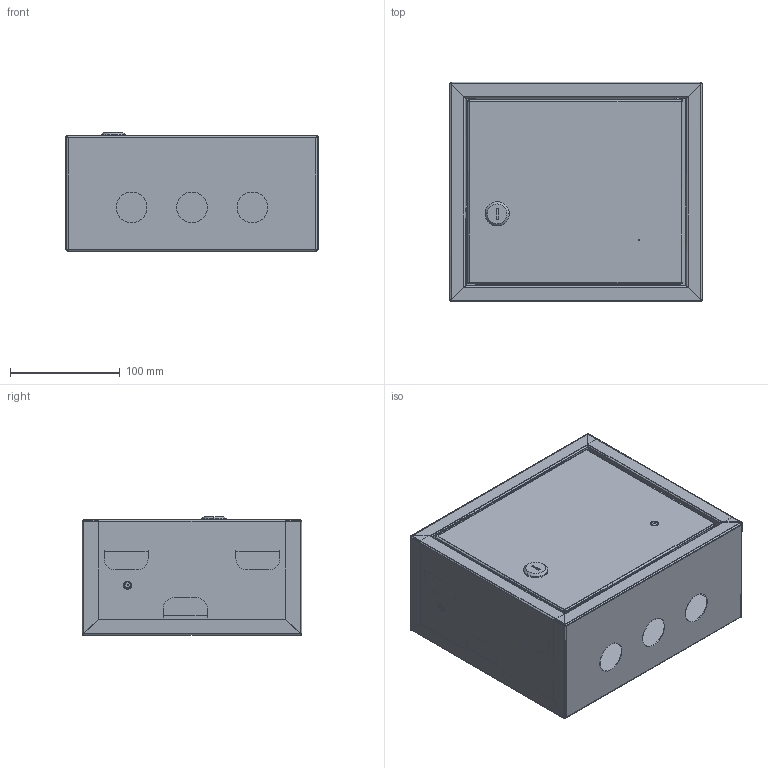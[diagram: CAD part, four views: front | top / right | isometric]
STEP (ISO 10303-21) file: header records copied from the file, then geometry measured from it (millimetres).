
FILE_DESCRIPTION (( 'STEP AP214' ), '1' );
FILE_NAME ('Step ÙÐÍ-7 IP31 RAL3020 (200õ230õ105) EKF Basic.STEP', '2024-09-26T16:34:12', ( '' ), ( '' ), 'SwSTEP 2.0', 'SolidWorks 2021', '' );
FILE_SCHEMA (( 'AUTOMOTIVE_DESIGN' ));
Length unit declared in the file: millimetre
Products named in the file (17): ÌÈ-3059.01.00.001 Ñòåíêà çàäíÿÿ_00; ﾌﾈ-3059.02.00.001 ﾄ粢; Step ÙÐÍ-7 IP31 RAL3020 (200õ230õ105) EKF Basic; ÌÈ-3059.01.01.000 Ñòåíêà ïðàâàÿ ÑÁ_00; Çàìîê ïî÷òîâûé; Çàêëåïêà ãàå÷íàÿ Ì4; DIN-ðåéêà ÒÍ35-7,5_L=200; ÌÈ-3059.01.02.000 Ñòåíêà ëåâàÿ ÑÁ_00; ÌÈ-3059.01.01.001 Ñòåíêà áîêîâàÿ_00; ﾌﾈ-3059.02.00.000 ﾄ粢 ﾑﾁ; pan head cross recess screw_din_ISO 7045 - M4 x 16 - Z --- 16N; 昈-3059.01.00.000 扻豵鵨 捘_00; 昈-3059.03.00.000 眈翴錪 捘; cross ph tapping 968_din_Screw DIN 968-ST4.2x13-C-H-N; 昈-3059.03.00.001 眈翴錪; Êðîíøòåéí 40õ40; Øïèëüêà ïðèâàðíàÿ îìåäíåííàÿ Ì6õ12 ISO 13918
Assembly tree (32 placements, depth 4):
  Step ÙÐÍ-7 IP31 RAL3020 (200õ230õ105) EKF Basic
    昈-3059.01.00.000 扻豵鵨 捘_00
      ÌÈ-3059.01.00.001 Ñòåíêà çàäíÿÿ_00
      ÌÈ-3059.01.01.000 Ñòåíêà ïðàâàÿ ÑÁ_00
        ÌÈ-3059.01.01.001 Ñòåíêà áîêîâàÿ_00
        Êðîíøòåéí 40õ40  x3
        Øïèëüêà ïðèâàðíàÿ îìåäíåííàÿ Ì6õ12 ISO 13918
      ÌÈ-3059.01.02.000 Ñòåíêà ëåâàÿ ÑÁ_00
        ÌÈ-3059.01.01.001 Ñòåíêà áîêîâàÿ_00
        Êðîíøòåéí 40õ40  x3
        Øïèëüêà ïðèâàðíàÿ îìåäíåííàÿ Ì6õ12 ISO 13918
    ﾌﾈ-3059.02.00.000 ﾄ粢 ﾑﾁ
      ﾌﾈ-3059.02.00.001 ﾄ粢
      Çàêëåïêà ãàå÷íàÿ Ì4  x2
      Øïèëüêà ïðèâàðíàÿ îìåäíåííàÿ Ì6õ12 ISO 13918
    pan head cross recess screw_din_ISO 7045 - M4 x 16 - Z --- 16N  x2
    昈-3059.03.00.000 眈翴錪 捘
      昈-3059.03.00.001 眈翴錪
      Øïèëüêà ïðèâàðíàÿ îìåäíåííàÿ Ì6õ12 ISO 13918
    Çàìîê ïî÷òîâûé
    cross ph tapping 968_din_Screw DIN 968-ST4.2x13-C-H-N  x6
    DIN-ðåéêà ÒÍ35-7,5_L=200
Bounding box: 230 x 200 x 108 mm (x, y, z)
Volume: 174451.5 mm3; surface area: 525001.1 mm2
Topology: 27 solids, 27 shells, 953 faces, 2313 edges, 1424 vertices
Faces by surface type: plane 438, cylinder 374, cone 62, bspline 47, torus 16, sphere 16
Entity records: 19119 total; most frequent: CARTESIAN_POINT 6560, DIRECTION 2485, ORIENTED_EDGE 2456, EDGE_CURVE 1228, AXIS2_PLACEMENT_3D 887, VERTEX_POINT 748, LINE 711, VECTOR 711
